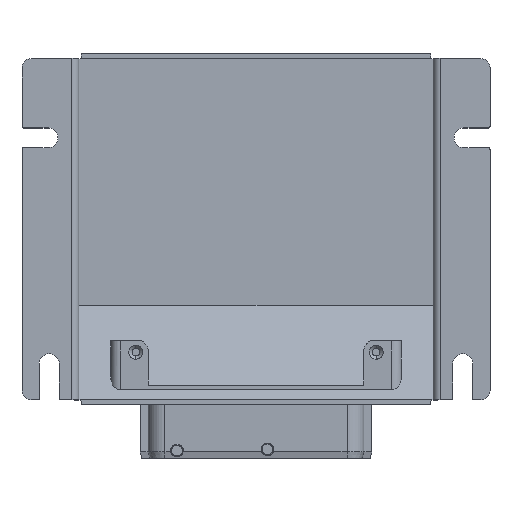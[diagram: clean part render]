
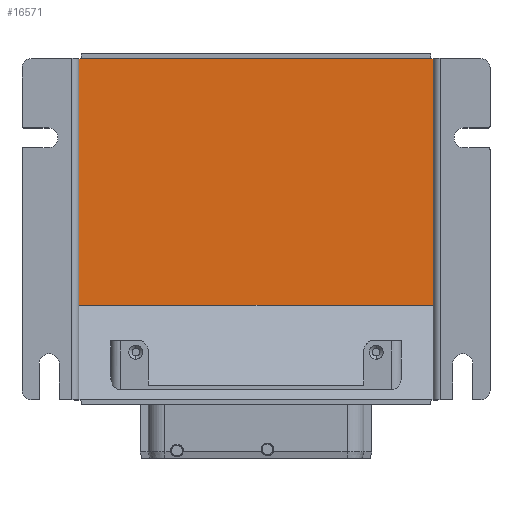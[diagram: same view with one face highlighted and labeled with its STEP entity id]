
A CAD part, top view. The second image highlights one B-rep face of the part: STEP entity #16571.
In plain terms, the highlighted planar face has unit normal (0, 0, 1).
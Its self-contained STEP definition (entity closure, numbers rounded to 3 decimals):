
#175 = CARTESIAN_POINT ( 'NONE',  ( 111., 106., 14.58 ) ) ;
#598 = LINE ( 'NONE', #175, #8315 ) ;
#1092 = AXIS2_PLACEMENT_3D ( 'NONE', #8486, #18782, #9953 ) ;
#1755 = DIRECTION ( 'NONE',  ( -1., 0., 0. ) ) ;
#1988 = EDGE_CURVE ( 'NONE', #11711, #17504, #5479, .T. ) ;
#2083 = VECTOR ( 'NONE', #17169, 1000. ) ;
#2276 = FACE_OUTER_BOUND ( 'NONE', #18956, .T. ) ;
#2663 = CARTESIAN_POINT ( 'NONE',  ( -1., 106., 14.58 ) ) ;
#2978 = ORIENTED_EDGE ( 'NONE', *, *, #8022, .T. ) ;
#3038 = ORIENTED_EDGE ( 'NONE', *, *, #8859, .T. ) ;
#3077 = ORIENTED_EDGE ( 'NONE', *, *, #1988, .F. ) ;
#3767 = CARTESIAN_POINT ( 'NONE',  ( -1., 106., 14.58 ) ) ;
#4048 = PLANE ( 'NONE',  #1092 ) ;
#4647 = VERTEX_POINT ( 'NONE', #12614 ) ;
#5479 = LINE ( 'NONE', #6906, #2083 ) ;
#5618 = LINE ( 'NONE', #7753, #12955 ) ;
#6906 = CARTESIAN_POINT ( 'NONE',  ( 111., 28., 14.58 ) ) ;
#7671 = ORIENTED_EDGE ( 'NONE', *, *, #15942, .T. ) ;
#7753 = CARTESIAN_POINT ( 'NONE',  ( 111., 106., 14.58 ) ) ;
#8022 = EDGE_CURVE ( 'NONE', #14179, #14001, #17481, .T. ) ;
#8315 = VECTOR ( 'NONE', #10362, 1000. ) ;
#8486 = CARTESIAN_POINT ( 'NONE',  ( 111., 106., 14.58 ) ) ;
#8859 = EDGE_CURVE ( 'NONE', #4647, #14179, #598, .T. ) ;
#8987 = CARTESIAN_POINT ( 'NONE',  ( 111., 106., 14.58 ) ) ;
#9281 = LINE ( 'NONE', #10444, #17117 ) ;
#9635 = VECTOR ( 'NONE', #17679, 1000. ) ;
#9829 = VECTOR ( 'NONE', #11027, 1000. ) ;
#9953 = DIRECTION ( 'NONE',  ( 0., 1., 0. ) ) ;
#10014 = ORIENTED_EDGE ( 'NONE', *, *, #11201, .T. ) ;
#10155 = CARTESIAN_POINT ( 'NONE',  ( 111., 28., 14.58 ) ) ;
#10301 = LINE ( 'NONE', #3767, #9829 ) ;
#10362 = DIRECTION ( 'NONE',  ( -1., 0., 0. ) ) ;
#10444 = CARTESIAN_POINT ( 'NONE',  ( 111., 106., 14.58 ) ) ;
#11027 = DIRECTION ( 'NONE',  ( 0., -1., 0. ) ) ;
#11201 = EDGE_CURVE ( 'NONE', #14001, #16580, #9281, .T. ) ;
#11325 = EDGE_CURVE ( 'NONE', #4647, #11711, #5618, .T. ) ;
#11711 = VERTEX_POINT ( 'NONE', #10155 ) ;
#12614 = CARTESIAN_POINT ( 'NONE',  ( 111., 106., 14.58 ) ) ;
#12955 = VECTOR ( 'NONE', #17995, 1000. ) ;
#13460 = ORIENTED_EDGE ( 'NONE', *, *, #11325, .F. ) ;
#14001 = VERTEX_POINT ( 'NONE', #14244 ) ;
#14179 = VERTEX_POINT ( 'NONE', #17802 ) ;
#14244 = CARTESIAN_POINT ( 'NONE',  ( -0.263, 106., 14.58 ) ) ;
#15942 = EDGE_CURVE ( 'NONE', #16580, #17504, #10301, .T. ) ;
#16571 = ADVANCED_FACE ( 'NONE', ( #2276 ), #4048, .F. ) ;
#16580 = VERTEX_POINT ( 'NONE', #2663 ) ;
#17117 = VECTOR ( 'NONE', #1755, 1000. ) ;
#17169 = DIRECTION ( 'NONE',  ( -1., 0., 0. ) ) ;
#17481 = LINE ( 'NONE', #8987, #9635 ) ;
#17504 = VERTEX_POINT ( 'NONE', #18257 ) ;
#17679 = DIRECTION ( 'NONE',  ( -1., 0., 0. ) ) ;
#17802 = CARTESIAN_POINT ( 'NONE',  ( 110.263, 106., 14.58 ) ) ;
#17995 = DIRECTION ( 'NONE',  ( 0., -1., 0. ) ) ;
#18257 = CARTESIAN_POINT ( 'NONE',  ( -1., 28., 14.58 ) ) ;
#18782 = DIRECTION ( 'NONE',  ( 0., 0., -1. ) ) ;
#18956 = EDGE_LOOP ( 'NONE', ( #7671, #3077, #13460, #3038, #2978, #10014 ) ) ;
